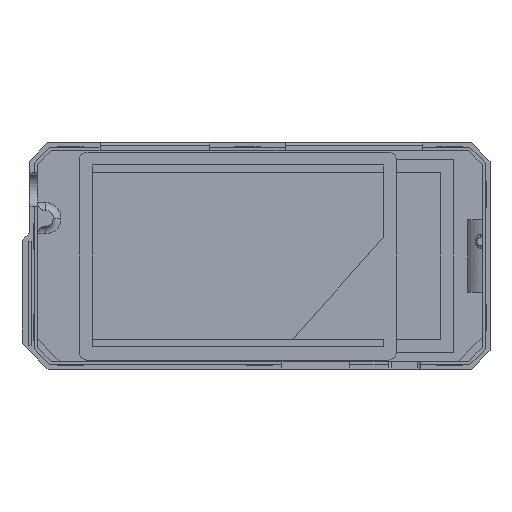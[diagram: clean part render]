
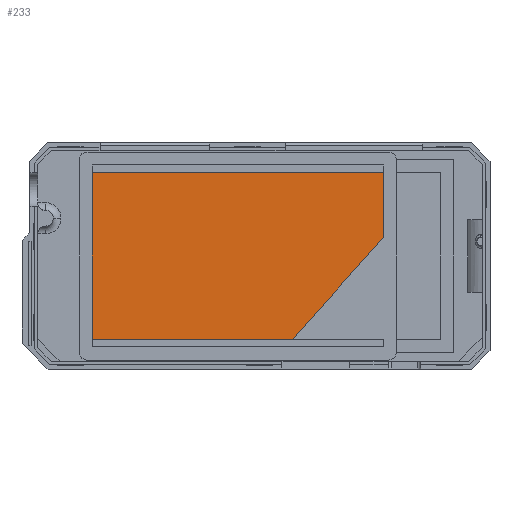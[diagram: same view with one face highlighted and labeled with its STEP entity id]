
A CAD part, front view. The second image highlights one B-rep face of the part: STEP entity #233.
In plain terms, the highlighted planar face has unit normal (0, -1, 0).
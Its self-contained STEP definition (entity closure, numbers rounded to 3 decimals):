
#168 = LINE ( 'NONE', #3021, #3453 ) ;
#233 = ADVANCED_FACE ( 'NONE', ( #4524 ), #1817, .F. ) ;
#633 = LINE ( 'NONE', #6999, #8357 ) ;
#1182 = ORIENTED_EDGE ( 'NONE', *, *, #7133, .F. ) ;
#1211 = AXIS2_PLACEMENT_3D ( 'NONE', #7478, #6733, #1725 ) ;
#1275 = CARTESIAN_POINT ( 'NONE',  ( 50.5, 13., 5.75 ) ) ;
#1529 = ORIENTED_EDGE ( 'NONE', *, *, #1732, .F. ) ;
#1576 = LINE ( 'NONE', #5689, #7010 ) ;
#1725 = DIRECTION ( 'NONE',  ( 0., 0., 1. ) ) ;
#1732 = EDGE_CURVE ( 'NONE', #5661, #8938, #1576, .T. ) ;
#1817 = PLANE ( 'NONE',  #1211 ) ;
#1863 = EDGE_CURVE ( 'NONE', #8776, #8938, #6118, .T. ) ;
#1979 = EDGE_LOOP ( 'NONE', ( #6051, #1529, #8469, #1182, #8559 ) ) ;
#3021 = CARTESIAN_POINT ( 'NONE',  ( 0., 13., 37.75 ) ) ;
#3405 = DIRECTION ( 'NONE',  ( 0., 0., -1. ) ) ;
#3453 = VECTOR ( 'NONE', #4457, 1000. ) ;
#3773 = CARTESIAN_POINT ( 'NONE',  ( 68., 13., 37.75 ) ) ;
#3787 = EDGE_CURVE ( 'NONE', #3825, #8776, #4109, .T. ) ;
#3825 = VERTEX_POINT ( 'NONE', #5295 ) ;
#4109 = LINE ( 'NONE', #5555, #6651 ) ;
#4457 = DIRECTION ( 'NONE',  ( 1., 0., 0. ) ) ;
#4459 = VECTOR ( 'NONE', #8968, 1000. ) ;
#4524 = FACE_OUTER_BOUND ( 'NONE', #1979, .T. ) ;
#5295 = CARTESIAN_POINT ( 'NONE',  ( 12., 13., 37.75 ) ) ;
#5555 = CARTESIAN_POINT ( 'NONE',  ( 12., 13., 0. ) ) ;
#5661 = VERTEX_POINT ( 'NONE', #7720 ) ;
#5689 = CARTESIAN_POINT ( 'NONE',  ( 68., 13., 25.25 ) ) ;
#5895 = EDGE_CURVE ( 'NONE', #8345, #5661, #633, .T. ) ;
#5974 = CARTESIAN_POINT ( 'NONE',  ( 0., 13., 5.75 ) ) ;
#6051 = ORIENTED_EDGE ( 'NONE', *, *, #1863, .T. ) ;
#6118 = LINE ( 'NONE', #5974, #4459 ) ;
#6488 = DIRECTION ( 'NONE',  ( -0.668, 0., -0.744 ) ) ;
#6651 = VECTOR ( 'NONE', #3405, 1000. ) ;
#6733 = DIRECTION ( 'NONE',  ( 0., 1., 0. ) ) ;
#6999 = CARTESIAN_POINT ( 'NONE',  ( 68., 13., 0. ) ) ;
#7010 = VECTOR ( 'NONE', #6488, 1000. ) ;
#7133 = EDGE_CURVE ( 'NONE', #3825, #8345, #168, .T. ) ;
#7478 = CARTESIAN_POINT ( 'NONE',  ( 0., 13., 0. ) ) ;
#7720 = CARTESIAN_POINT ( 'NONE',  ( 68., 13., 25.25 ) ) ;
#7785 = DIRECTION ( 'NONE',  ( 0., 0., -1. ) ) ;
#8345 = VERTEX_POINT ( 'NONE', #3773 ) ;
#8357 = VECTOR ( 'NONE', #7785, 1000. ) ;
#8469 = ORIENTED_EDGE ( 'NONE', *, *, #5895, .F. ) ;
#8559 = ORIENTED_EDGE ( 'NONE', *, *, #3787, .T. ) ;
#8776 = VERTEX_POINT ( 'NONE', #8944 ) ;
#8938 = VERTEX_POINT ( 'NONE', #1275 ) ;
#8944 = CARTESIAN_POINT ( 'NONE',  ( 12., 13., 5.75 ) ) ;
#8968 = DIRECTION ( 'NONE',  ( 1., 0., 0. ) ) ;
